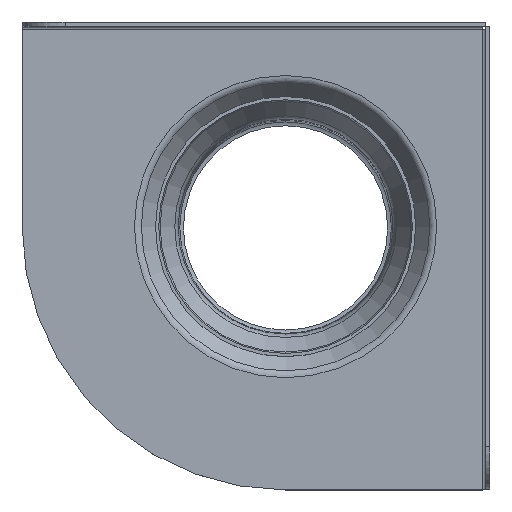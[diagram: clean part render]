
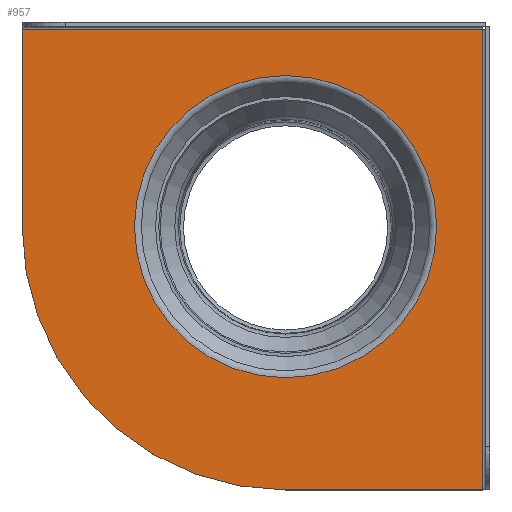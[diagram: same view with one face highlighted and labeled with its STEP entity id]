
A CAD part, top view. The second image highlights one B-rep face of the part: STEP entity #957.
In plain terms, the highlighted planar face has unit normal (0, 0, 1).
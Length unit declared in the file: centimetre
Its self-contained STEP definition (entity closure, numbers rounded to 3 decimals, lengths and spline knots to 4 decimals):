
#27=FACE_BOUND('',#184,.T.);
#39=PLANE('',#1216);
#111=FACE_OUTER_BOUND('',#183,.T.);
#183=EDGE_LOOP('',(#689,#690,#691,#692,#693));
#184=EDGE_LOOP('',(#694));
#283=CIRCLE('',#1217,122.5);
#284=CIRCLE('',#1218,70.2863);
#370=VERTEX_POINT('',#1829);
#371=VERTEX_POINT('',#1830);
#372=VERTEX_POINT('',#1832);
#373=VERTEX_POINT('',#1834);
#374=VERTEX_POINT('',#1836);
#375=VERTEX_POINT('',#1839);
#484=EDGE_CURVE('',#370,#371,#1032,.T.);
#485=EDGE_CURVE('',#370,#372,#1033,.T.);
#486=EDGE_CURVE('',#372,#373,#1034,.T.);
#487=EDGE_CURVE('',#374,#373,#1035,.T.);
#488=EDGE_CURVE('',#371,#374,#283,.T.);
#489=EDGE_CURVE('',#375,#375,#284,.T.);
#689=ORIENTED_EDGE('',*,*,#484,.F.);
#690=ORIENTED_EDGE('',*,*,#485,.T.);
#691=ORIENTED_EDGE('',*,*,#486,.T.);
#692=ORIENTED_EDGE('',*,*,#487,.F.);
#693=ORIENTED_EDGE('',*,*,#488,.F.);
#694=ORIENTED_EDGE('',*,*,#489,.T.);
#957=ADVANCED_FACE('',(#111,#27),#39,.T.);
#1032=LINE('',#1831,#1103);
#1033=LINE('',#1833,#1104);
#1034=LINE('',#1835,#1105);
#1035=LINE('',#1837,#1106);
#1103=VECTOR('',#1447,1.);
#1104=VECTOR('',#1448,10.);
#1105=VECTOR('',#1449,10.);
#1106=VECTOR('',#1450,10.);
#1216=AXIS2_PLACEMENT_3D('',#1828,#1445,#1446);
#1217=AXIS2_PLACEMENT_3D('',#1838,#1451,#1452);
#1218=AXIS2_PLACEMENT_3D('',#1840,#1453,#1454);
#1445=DIRECTION('center_axis',(0.,0.,1.));
#1446=DIRECTION('ref_axis',(0.,-1.,0.));
#1447=DIRECTION('',(-1.,0.,0.));
#1448=DIRECTION('',(0.,1.,0.));
#1449=DIRECTION('',(-1.,0.,0.));
#1450=DIRECTION('',(0.,1.,0.));
#1451=DIRECTION('center_axis',(0.,0.,-1.));
#1452=DIRECTION('ref_axis',(1.,0.,0.));
#1453=DIRECTION('center_axis',(0.,0.,-1.));
#1454=DIRECTION('ref_axis',(1.,0.,0.));
#1828=CARTESIAN_POINT('Origin',(-5.0629,-5.0629,268.));
#1829=CARTESIAN_POINT('',(91.75,-122.5,268.));
#1830=CARTESIAN_POINT('',(0.,-122.5,268.));
#1831=CARTESIAN_POINT('',(93.1694,-122.5,268.));
#1832=CARTESIAN_POINT('',(91.75,91.75,268.));
#1833=CARTESIAN_POINT('',(91.75,43.3435,268.));
#1834=CARTESIAN_POINT('',(-122.5,91.75,268.));
#1835=CARTESIAN_POINT('',(-63.7815,91.75,268.));
#1836=CARTESIAN_POINT('',(-122.5,0.,268.));
#1837=CARTESIAN_POINT('',(-122.5,0.,268.));
#1838=CARTESIAN_POINT('Origin',(0.,0.,
268.));
#1839=CARTESIAN_POINT('',(-70.2863,0.,268.));
#1840=CARTESIAN_POINT('Origin',(0.,0.,268.));
